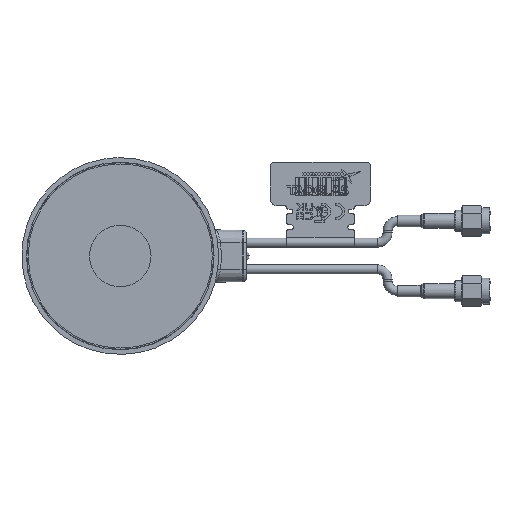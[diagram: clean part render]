
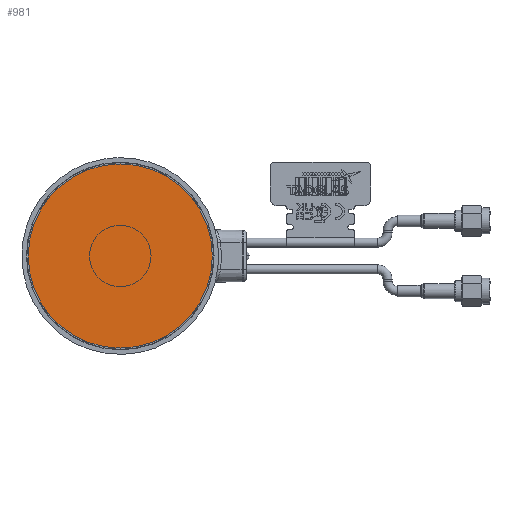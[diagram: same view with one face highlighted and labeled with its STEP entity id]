
A CAD part, front view. The second image highlights one B-rep face of the part: STEP entity #981.
In plain terms, the highlighted planar face has unit normal (0, -1, 0).
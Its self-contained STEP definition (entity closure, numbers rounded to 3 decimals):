
#808 = AXIS2_PLACEMENT_3D ( 'NONE', #30587, #20378, #15051 ) ;
#981 = ADVANCED_FACE ( 'NONE', ( #4285 ), #14485, .T. ) ;
#2526 = CARTESIAN_POINT ( 'NONE',  ( 0., -5.1, -27.6 ) ) ;
#3421 = VERTEX_POINT ( 'NONE', #27245 ) ;
#4285 = FACE_OUTER_BOUND ( 'NONE', #31039, .T. ) ;
#5183 = CARTESIAN_POINT ( 'NONE',  ( 0., -5.1, 0. ) ) ;
#7752 = CARTESIAN_POINT ( 'NONE',  ( 0., -5.1, 0. ) ) ;
#9297 = VERTEX_POINT ( 'NONE', #2526 ) ;
#9949 = AXIS2_PLACEMENT_3D ( 'NONE', #7752, #10111, #15481 ) ;
#10111 = DIRECTION ( 'NONE',  ( 0., -1., 0. ) ) ;
#12543 = CIRCLE ( 'NONE', #24833, 27.6 ) ;
#13620 = CIRCLE ( 'NONE', #808, 27.6 ) ;
#14485 = PLANE ( 'NONE',  #9949 ) ;
#15051 = DIRECTION ( 'NONE',  ( 0., 0., -1. ) ) ;
#15481 = DIRECTION ( 'NONE',  ( 0., 0., -1. ) ) ;
#20378 = DIRECTION ( 'NONE',  ( 0., -1., 0. ) ) ;
#24833 = AXIS2_PLACEMENT_3D ( 'NONE', #5183, #30290, #26047 ) ;
#25372 = ORIENTED_EDGE ( 'NONE', *, *, #32217, .T. ) ;
#26047 = DIRECTION ( 'NONE',  ( 0., 0., -1. ) ) ;
#27245 = CARTESIAN_POINT ( 'NONE',  ( 0., -5.1, 27.6 ) ) ;
#27774 = EDGE_CURVE ( 'NONE', #9297, #3421, #12543, .T. ) ;
#30290 = DIRECTION ( 'NONE',  ( 0., -1., 0. ) ) ;
#30587 = CARTESIAN_POINT ( 'NONE',  ( 0., -5.1, 0. ) ) ;
#31039 = EDGE_LOOP ( 'NONE', ( #25372, #31654 ) ) ;
#31654 = ORIENTED_EDGE ( 'NONE', *, *, #27774, .T. ) ;
#32217 = EDGE_CURVE ( 'NONE', #3421, #9297, #13620, .T. ) ;
